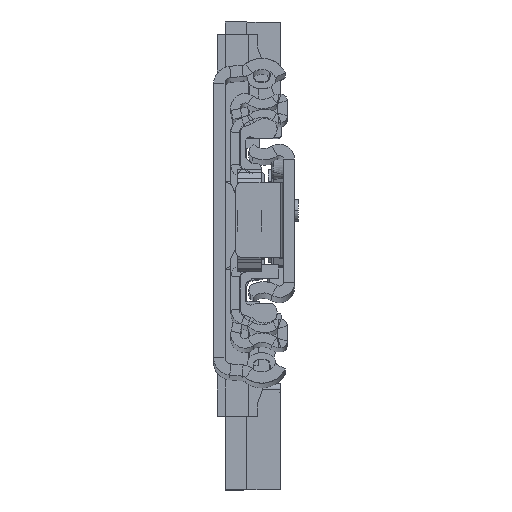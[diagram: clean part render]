
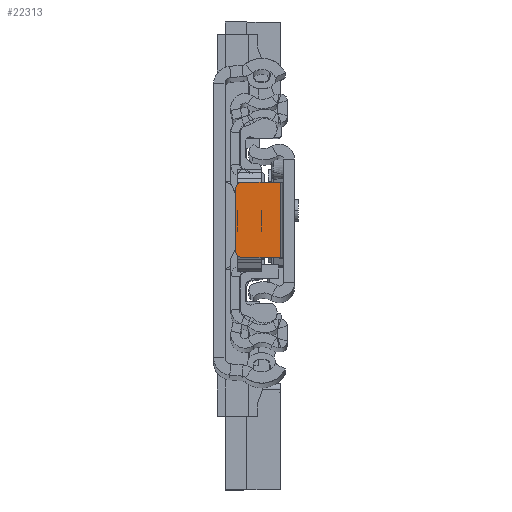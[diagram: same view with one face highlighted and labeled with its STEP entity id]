
A CAD part, top view. The second image highlights one B-rep face of the part: STEP entity #22313.
In plain terms, the highlighted planar face has unit normal (0, 0, 1).
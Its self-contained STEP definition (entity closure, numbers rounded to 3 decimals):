
#183 = CARTESIAN_POINT ( 'NONE',  ( -2.3, 6.151, -6.8 ) ) ;
#1042 = ORIENTED_EDGE ( 'NONE', *, *, #18595, .F. ) ;
#2256 = ORIENTED_EDGE ( 'NONE', *, *, #14114, .T. ) ;
#2894 = EDGE_CURVE ( 'NONE', #7927, #5102, #13758, .T. ) ;
#4323 = AXIS2_PLACEMENT_3D ( 'NONE', #26418, #6687, #33154 ) ;
#5102 = VERTEX_POINT ( 'NONE', #27122 ) ;
#5184 = AXIS2_PLACEMENT_3D ( 'NONE', #19797, #29846, #37034 ) ;
#5302 = PLANE ( 'NONE',  #8185 ) ;
#6687 = DIRECTION ( 'NONE',  ( 0., 0., 1. ) ) ;
#7503 = VERTEX_POINT ( 'NONE', #36772 ) ;
#7927 = VERTEX_POINT ( 'NONE', #13254 ) ;
#8185 = AXIS2_PLACEMENT_3D ( 'NONE', #22151, #18659, #41568 ) ;
#12022 = DIRECTION ( 'NONE',  ( 1., 0., 0. ) ) ;
#12176 = CIRCLE ( 'NONE', #5184, 1. ) ;
#13090 = CARTESIAN_POINT ( 'NONE',  ( -2.3, 6.151, -6.8 ) ) ;
#13254 = CARTESIAN_POINT ( 'NONE',  ( -9.4, -4.849, -6.8 ) ) ;
#13526 = ORIENTED_EDGE ( 'NONE', *, *, #40767, .F. ) ;
#13593 = VERTEX_POINT ( 'NONE', #13090 ) ;
#13758 = LINE ( 'NONE', #37130, #25215 ) ;
#14114 = EDGE_CURVE ( 'NONE', #28188, #5102, #41992, .T. ) ;
#14667 = LINE ( 'NONE', #41956, #27671 ) ;
#16258 = CARTESIAN_POINT ( 'NONE',  ( -9.4, -5.849, -6.8 ) ) ;
#18409 = CARTESIAN_POINT ( 'NONE',  ( -2.3, -5.849, -6.8 ) ) ;
#18595 = EDGE_CURVE ( 'NONE', #23011, #7503, #42697, .T. ) ;
#18659 = DIRECTION ( 'NONE',  ( 0., 0., 1. ) ) ;
#19797 = CARTESIAN_POINT ( 'NONE',  ( -8.4, -4.849, -6.8 ) ) ;
#20654 = ORIENTED_EDGE ( 'NONE', *, *, #2894, .F. ) ;
#21127 = EDGE_CURVE ( 'NONE', #7927, #7503, #12176, .T. ) ;
#22145 = ORIENTED_EDGE ( 'NONE', *, *, #21127, .T. ) ;
#22151 = CARTESIAN_POINT ( 'NONE',  ( 0., 0., -6.8 ) ) ;
#22313 = ADVANCED_FACE ( 'NONE', ( #38716 ), #5302, .T. ) ;
#22616 = DIRECTION ( 'NONE',  ( -1., 0., 0. ) ) ;
#23011 = VERTEX_POINT ( 'NONE', #18409 ) ;
#24210 = EDGE_CURVE ( 'NONE', #28188, #13593, #14667, .T. ) ;
#25215 = VECTOR ( 'NONE', #34502, 1000. ) ;
#26418 = CARTESIAN_POINT ( 'NONE',  ( -8.4, 5.151, -6.8 ) ) ;
#26840 = EDGE_LOOP ( 'NONE', ( #20654, #22145, #1042, #13526, #35965, #2256 ) ) ;
#27122 = CARTESIAN_POINT ( 'NONE',  ( -9.4, 5.151, -6.8 ) ) ;
#27556 = VECTOR ( 'NONE', #39735, 1000. ) ;
#27671 = VECTOR ( 'NONE', #12022, 1000. ) ;
#28188 = VERTEX_POINT ( 'NONE', #37572 ) ;
#29846 = DIRECTION ( 'NONE',  ( 0., 0., 1. ) ) ;
#31251 = VECTOR ( 'NONE', #22616, 1000. ) ;
#33154 = DIRECTION ( 'NONE',  ( 1., 0., 0. ) ) ;
#34502 = DIRECTION ( 'NONE',  ( 0., 1., 0. ) ) ;
#35965 = ORIENTED_EDGE ( 'NONE', *, *, #24210, .F. ) ;
#36772 = CARTESIAN_POINT ( 'NONE',  ( -8.4, -5.849, -6.8 ) ) ;
#37034 = DIRECTION ( 'NONE',  ( 1., 0., 0. ) ) ;
#37130 = CARTESIAN_POINT ( 'NONE',  ( -9.4, 6.151, -6.8 ) ) ;
#37572 = CARTESIAN_POINT ( 'NONE',  ( -8.4, 6.151, -6.8 ) ) ;
#38716 = FACE_OUTER_BOUND ( 'NONE', #26840, .T. ) ;
#39735 = DIRECTION ( 'NONE',  ( 0., -1., 0. ) ) ;
#40767 = EDGE_CURVE ( 'NONE', #13593, #23011, #41712, .T. ) ;
#41568 = DIRECTION ( 'NONE',  ( 1., 0., 0. ) ) ;
#41712 = LINE ( 'NONE', #183, #27556 ) ;
#41956 = CARTESIAN_POINT ( 'NONE',  ( -1.8, 6.151, -6.8 ) ) ;
#41992 = CIRCLE ( 'NONE', #4323, 1. ) ;
#42697 = LINE ( 'NONE', #16258, #31251 ) ;
